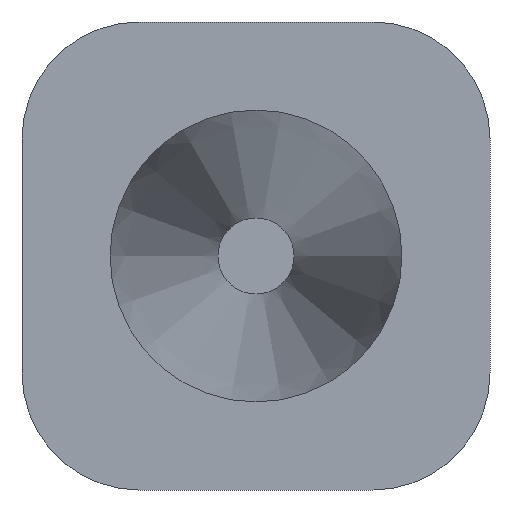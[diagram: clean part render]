
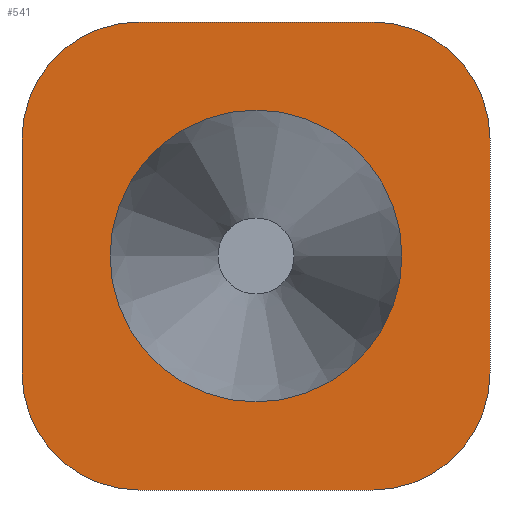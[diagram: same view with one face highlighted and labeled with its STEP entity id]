
A CAD part, front view. The second image highlights one B-rep face of the part: STEP entity #541.
In plain terms, the highlighted planar face has unit normal (0, -1, 0).
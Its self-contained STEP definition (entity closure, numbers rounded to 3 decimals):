
#24=FACE_BOUND('',#167,.T.);
#62=CIRCLE('',#584,100.);
#63=CIRCLE('',#587,100.);
#65=CIRCLE('',#593,100.);
#66=CIRCLE('',#595,100.);
#68=CIRCLE('',#598,124.754);
#122=FACE_OUTER_BOUND('',#166,.T.);
#166=EDGE_LOOP('',(#455,#456,#457,#458,#459,#460,#461,#462));
#167=EDGE_LOOP('',(#463));
#231=LINE('',#889,#259);
#234=LINE('',#897,#262);
#235=LINE('',#903,#263);
#239=LINE('',#919,#267);
#259=VECTOR('',#704,200.);
#262=VECTOR('',#713,200.);
#263=VECTOR('',#720,200.);
#267=VECTOR('',#740,200.);
#284=VERTEX_POINT('',#881);
#285=VERTEX_POINT('',#883);
#286=VERTEX_POINT('',#887);
#287=VERTEX_POINT('',#891);
#288=VERTEX_POINT('',#895);
#290=VERTEX_POINT('',#902);
#291=VERTEX_POINT('',#906);
#292=VERTEX_POINT('',#910);
#294=VERTEX_POINT('',#916);
#341=EDGE_CURVE('',#284,#285,#62,.T.);
#344=EDGE_CURVE('',#284,#286,#231,.T.);
#346=EDGE_CURVE('',#287,#286,#63,.T.);
#348=EDGE_CURVE('',#287,#288,#234,.T.);
#350=EDGE_CURVE('',#290,#285,#235,.T.);
#352=EDGE_CURVE('',#290,#291,#65,.T.);
#355=EDGE_CURVE('',#292,#288,#66,.T.);
#357=EDGE_CURVE('',#294,#294,#68,.T.);
#358=EDGE_CURVE('',#292,#291,#239,.T.);
#455=ORIENTED_EDGE('',*,*,#341,.F.);
#456=ORIENTED_EDGE('',*,*,#344,.T.);
#457=ORIENTED_EDGE('',*,*,#346,.F.);
#458=ORIENTED_EDGE('',*,*,#348,.T.);
#459=ORIENTED_EDGE('',*,*,#355,.F.);
#460=ORIENTED_EDGE('',*,*,#358,.T.);
#461=ORIENTED_EDGE('',*,*,#352,.F.);
#462=ORIENTED_EDGE('',*,*,#350,.T.);
#463=ORIENTED_EDGE('',*,*,#357,.T.);
#517=PLANE('',#600);
#541=ADVANCED_FACE('',(#122,#24),#517,.T.);
#584=AXIS2_PLACEMENT_3D('',#884,#698,#699);
#587=AXIS2_PLACEMENT_3D('',#893,#708,#709);
#593=AXIS2_PLACEMENT_3D('',#907,#724,#725);
#595=AXIS2_PLACEMENT_3D('',#912,#730,#731);
#598=AXIS2_PLACEMENT_3D('',#917,#736,#737);
#600=AXIS2_PLACEMENT_3D('',#920,#741,#742);
#698=DIRECTION('center_axis',(0.,1.,0.));
#699=DIRECTION('ref_axis',(-0.707,0.,-0.707));
#704=DIRECTION('',(1.,0.,0.));
#708=DIRECTION('center_axis',(0.,1.,0.));
#709=DIRECTION('ref_axis',(0.707,0.,-0.707));
#713=DIRECTION('',(0.,0.,1.));
#720=DIRECTION('',(0.,0.,-1.));
#724=DIRECTION('center_axis',(0.,1.,0.));
#725=DIRECTION('ref_axis',(-0.707,0.,0.707));
#730=DIRECTION('center_axis',(0.,1.,0.));
#731=DIRECTION('ref_axis',(0.707,0.,0.707));
#736=DIRECTION('center_axis',(0.,1.,0.));
#737=DIRECTION('ref_axis',(-1.,0.,0.));
#740=DIRECTION('',(-1.,0.,0.));
#741=DIRECTION('center_axis',(0.,-1.,0.));
#742=DIRECTION('ref_axis',(0.,0.,-1.));
#881=CARTESIAN_POINT('',(-100.,-50.,-200.));
#883=CARTESIAN_POINT('',(-200.,-50.,-100.));
#884=CARTESIAN_POINT('Origin',(-100.,-50.,-100.));
#887=CARTESIAN_POINT('',(100.,-50.,-200.));
#889=CARTESIAN_POINT('',(200.,-50.,-200.));
#891=CARTESIAN_POINT('',(200.,-50.,-100.));
#893=CARTESIAN_POINT('Origin',(100.,-50.,-100.));
#895=CARTESIAN_POINT('',(200.,-50.,100.));
#897=CARTESIAN_POINT('',(200.,-50.,200.));
#902=CARTESIAN_POINT('',(-200.,-50.,100.));
#903=CARTESIAN_POINT('',(-200.,-50.,-200.));
#906=CARTESIAN_POINT('',(-100.,-50.,200.));
#907=CARTESIAN_POINT('Origin',(-100.,-50.,100.));
#910=CARTESIAN_POINT('',(100.,-50.,200.));
#912=CARTESIAN_POINT('Origin',(100.,-50.,100.));
#916=CARTESIAN_POINT('',(124.754,-50.,0.));
#917=CARTESIAN_POINT('Origin',(0.,-50.,0.));
#919=CARTESIAN_POINT('',(-200.,-50.,200.));
#920=CARTESIAN_POINT('Origin',(0.,-50.,0.));
